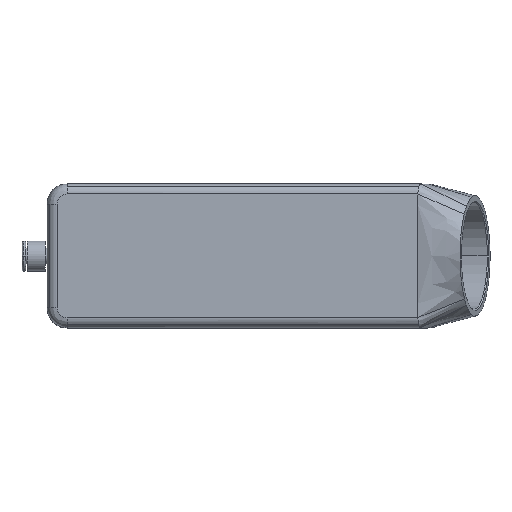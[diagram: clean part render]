
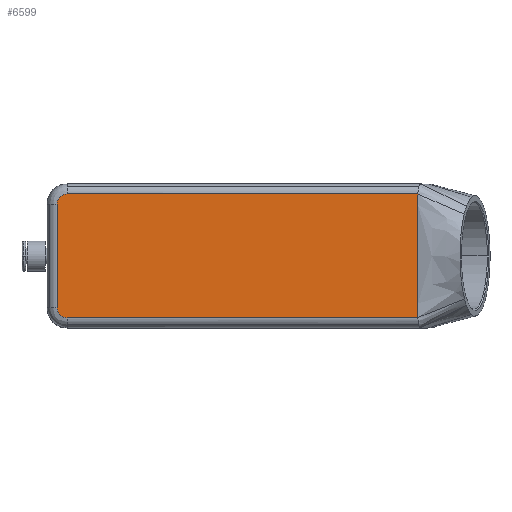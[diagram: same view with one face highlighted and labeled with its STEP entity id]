
A CAD part, top view. The second image highlights one B-rep face of the part: STEP entity #6599.
In plain terms, the highlighted planar face has unit normal (0, 0, 1).
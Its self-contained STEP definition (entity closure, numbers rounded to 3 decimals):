
#4191=CARTESIAN_POINT('',(-57.,-15.5,63.));
#4192=VERTEX_POINT('',#4191);
#4200=CARTESIAN_POINT('',(-57.,15.5,63.));
#4201=VERTEX_POINT('',#4200);
#4202=CARTESIAN_POINT('',(-57.,-15.5,63.));
#4203=DIRECTION('',(0.0,1.0,0.0));
#4204=VECTOR('',#4203,31.);
#4205=LINE('',#4202,#4204);
#4206=EDGE_CURVE('',#4192,#4201,#4205,.T.);
#5958=CARTESIAN_POINT('',(51.,18.5,63.0));
#5959=VERTEX_POINT('',#5958);
#6027=CARTESIAN_POINT('',(51.,15.155,63.0));
#6028=VERTEX_POINT('',#6027);
#6029=CARTESIAN_POINT('',(51.,15.155,63.0));
#6030=DIRECTION('',(0.0,1.0,0.0));
#6031=VECTOR('',#6030,3.345);
#6032=LINE('',#6029,#6031);
#6033=EDGE_CURVE('',#6028,#5959,#6032,.T.);
#6035=CARTESIAN_POINT('',(51.,-14.29,63.0));
#6036=VERTEX_POINT('',#6035);
#6037=CARTESIAN_POINT('',(51.,-14.29,63.0));
#6038=DIRECTION('',(0.0,1.0,0.0));
#6039=VECTOR('',#6038,29.445);
#6040=LINE('',#6037,#6039);
#6041=EDGE_CURVE('',#6036,#6028,#6040,.T.);
#6043=CARTESIAN_POINT('',(51.,-18.5,63.0));
#6044=VERTEX_POINT('',#6043);
#6045=CARTESIAN_POINT('',(51.,-18.5,63.0));
#6046=DIRECTION('',(0.0,1.0,0.0));
#6047=VECTOR('',#6046,4.21);
#6048=LINE('',#6045,#6047);
#6049=EDGE_CURVE('',#6044,#6036,#6048,.T.);
#6358=CARTESIAN_POINT('',(-54.,-18.5,63.));
#6359=VERTEX_POINT('',#6358);
#6360=CARTESIAN_POINT('',(51.,-18.5,63.0));
#6361=DIRECTION('',(-1.0,0.0,0.0));
#6362=VECTOR('',#6361,105.0);
#6363=LINE('',#6360,#6362);
#6364=EDGE_CURVE('',#6044,#6359,#6363,.T.);
#6449=CARTESIAN_POINT('',(-54.,-15.5,63.));
#6450=DIRECTION('',(0.,0.,-1.));
#6451=DIRECTION('',(-0.707,-0.707,0.));
#6452=AXIS2_PLACEMENT_3D('',#6449,#6450,#6451);
#6453=CIRCLE('',#6452,3.0);
#6454=EDGE_CURVE('',#6359,#4192,#6453,.T.);
#6537=CARTESIAN_POINT('',(-54.,18.5,63.));
#6538=VERTEX_POINT('',#6537);
#6557=CARTESIAN_POINT('',(-54.,15.5,63.));
#6558=DIRECTION('',(0.,0.,-1.));
#6559=DIRECTION('',(-0.707,0.707,0.));
#6560=AXIS2_PLACEMENT_3D('',#6557,#6558,#6559);
#6561=CIRCLE('',#6560,3.0);
#6562=EDGE_CURVE('',#4201,#6538,#6561,.T.);
#6574=CARTESIAN_POINT('',(-54.,18.5,63.));
#6575=DIRECTION('',(1.0,0.0,0.0));
#6576=VECTOR('',#6575,105.0);
#6577=LINE('',#6574,#6576);
#6578=EDGE_CURVE('',#6538,#5959,#6577,.T.);
#6584=CARTESIAN_POINT('',(51.,0.0,63.0));
#6585=DIRECTION('',(0.0,0.0,1.0));
#6586=DIRECTION('',(1.0,0.0,0.0));
#6587=AXIS2_PLACEMENT_3D('',#6584,#6585,#6586);
#6588=PLANE('',#6587);
#6589=ORIENTED_EDGE('',*,*,#6578,.F.);
#6590=ORIENTED_EDGE('',*,*,#6562,.F.);
#6591=ORIENTED_EDGE('',*,*,#4206,.F.);
#6592=ORIENTED_EDGE('',*,*,#6454,.F.);
#6593=ORIENTED_EDGE('',*,*,#6364,.F.);
#6594=ORIENTED_EDGE('',*,*,#6049,.T.);
#6595=ORIENTED_EDGE('',*,*,#6041,.T.);
#6596=ORIENTED_EDGE('',*,*,#6033,.T.);
#6597=EDGE_LOOP('',(#6589,#6590,#6591,#6592,#6593,#6594,#6595,#6596));
#6598=FACE_OUTER_BOUND('',#6597,.T.);
#6599=ADVANCED_FACE('',(#6598),#6588,.T.);
